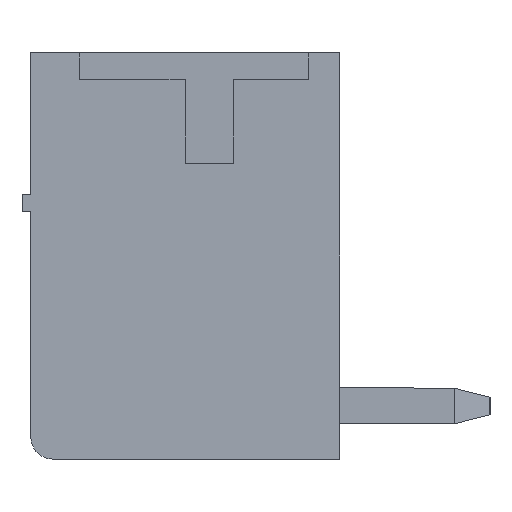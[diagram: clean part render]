
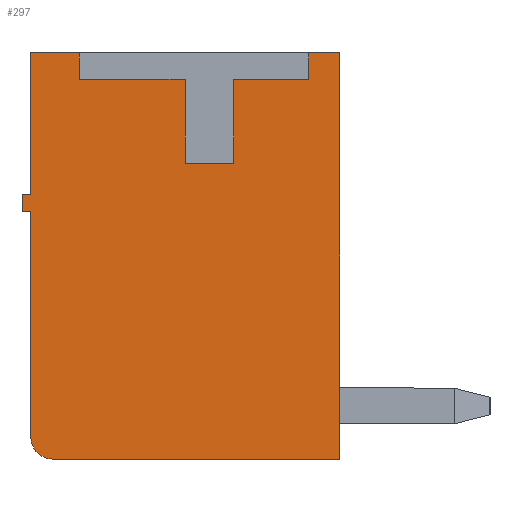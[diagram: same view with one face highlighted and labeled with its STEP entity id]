
A CAD part, left-side view. The second image highlights one B-rep face of the part: STEP entity #297.
In plain terms, the highlighted planar face has unit normal (-1, 0, 0).
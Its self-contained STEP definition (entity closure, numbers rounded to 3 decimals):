
#172 = EDGE_CURVE ( 'NONE', #21938, #5516, #16992, .T. ) ;
#297 = ADVANCED_FACE ( 'NONE', ( #22839 ), #15491, .T. ) ;
#507 = DIRECTION ( 'NONE',  ( 0., 1., 0. ) ) ;
#861 = DIRECTION ( 'NONE',  ( 0., 1., 0. ) ) ;
#1402 = ORIENTED_EDGE ( 'NONE', *, *, #18009, .T. ) ;
#1729 = VERTEX_POINT ( 'NONE', #15821 ) ;
#2006 = DIRECTION ( 'NONE',  ( 1., 0., 0. ) ) ;
#2066 = DIRECTION ( 'NONE',  ( 0., 1., 0. ) ) ;
#2198 = CARTESIAN_POINT ( 'NONE',  ( 0., 9.9, 2.1 ) ) ;
#2251 = VECTOR ( 'NONE', #4917, 1000. ) ;
#2281 = ORIENTED_EDGE ( 'NONE', *, *, #20776, .F. ) ;
#2290 = ORIENTED_EDGE ( 'NONE', *, *, #9033, .T. ) ;
#2455 = ORIENTED_EDGE ( 'NONE', *, *, #18327, .F. ) ;
#2513 = CARTESIAN_POINT ( 'NONE',  ( 0., 9.9, 2.5 ) ) ;
#2565 = CARTESIAN_POINT ( 'NONE',  ( 0., 3.405, 5.1 ) ) ;
#2828 = CIRCLE ( 'NONE', #5103, 0.5 ) ;
#3208 = DIRECTION ( 'NONE',  ( 0., 1., 0. ) ) ;
#3301 = ORIENTED_EDGE ( 'NONE', *, *, #20094, .T. ) ;
#3602 = CARTESIAN_POINT ( 'NONE',  ( 0., 9.9, 2.1 ) ) ;
#3788 = CARTESIAN_POINT ( 'NONE',  ( 0., 9.2, -3.5 ) ) ;
#3853 = VERTEX_POINT ( 'NONE', #6228 ) ;
#3885 = CARTESIAN_POINT ( 'NONE',  ( 0., 9.7, 2.5 ) ) ;
#3939 = VECTOR ( 'NONE', #7242, 1000. ) ;
#4045 = ORIENTED_EDGE ( 'NONE', *, *, #6906, .T. ) ;
#4052 = DIRECTION ( 'NONE',  ( 0., -1., 0. ) ) ;
#4423 = VECTOR ( 'NONE', #20866, 1000. ) ;
#4732 = ORIENTED_EDGE ( 'NONE', *, *, #172, .T. ) ;
#4748 = VERTEX_POINT ( 'NONE', #13803 ) ;
#4831 = VERTEX_POINT ( 'NONE', #7295 ) ;
#4917 = DIRECTION ( 'NONE',  ( 0., -1., 0. ) ) ;
#4934 = EDGE_CURVE ( 'NONE', #20423, #4831, #13301, .T. ) ;
#4997 = LINE ( 'NONE', #17052, #11912 ) ;
#5103 = AXIS2_PLACEMENT_3D ( 'NONE', #5708, #2006, #17666 ) ;
#5428 = EDGE_CURVE ( 'NONE', #4748, #12707, #6782, .T. ) ;
#5516 = VERTEX_POINT ( 'NONE', #10706 ) ;
#5548 = LINE ( 'NONE', #17965, #19763 ) ;
#5687 = EDGE_CURVE ( 'NONE', #6916, #1729, #11384, .T. ) ;
#5708 = CARTESIAN_POINT ( 'NONE',  ( 0., 9.2, -3. ) ) ;
#6093 = DIRECTION ( 'NONE',  ( 0., 0., 1. ) ) ;
#6120 = DIRECTION ( 'NONE',  ( 0., 0., -1. ) ) ;
#6228 = CARTESIAN_POINT ( 'NONE',  ( 0., 8.605, 5.7 ) ) ;
#6243 = DIRECTION ( 'NONE',  ( 0., 0., -1. ) ) ;
#6254 = VECTOR ( 'NONE', #6120, 1000. ) ;
#6297 = CARTESIAN_POINT ( 'NONE',  ( 0., 6.205, 5.1 ) ) ;
#6620 = ORIENTED_EDGE ( 'NONE', *, *, #7465, .T. ) ;
#6654 = ORIENTED_EDGE ( 'NONE', *, *, #21210, .T. ) ;
#6782 = LINE ( 'NONE', #13732, #4423 ) ;
#6906 = EDGE_CURVE ( 'NONE', #19562, #12707, #7086, .T. ) ;
#6916 = VERTEX_POINT ( 'NONE', #14275 ) ;
#6932 = VERTEX_POINT ( 'NONE', #3602 ) ;
#7086 = LINE ( 'NONE', #17657, #20053 ) ;
#7215 = LINE ( 'NONE', #10918, #17419 ) ;
#7242 = DIRECTION ( 'NONE',  ( 0., 0., -1. ) ) ;
#7295 = CARTESIAN_POINT ( 'NONE',  ( 0., 9.7, -3. ) ) ;
#7313 = CARTESIAN_POINT ( 'NONE',  ( 0., 5.105, 3.2 ) ) ;
#7452 = ORIENTED_EDGE ( 'NONE', *, *, #5428, .F. ) ;
#7465 = EDGE_CURVE ( 'NONE', #12008, #6932, #18442, .T. ) ;
#7717 = ORIENTED_EDGE ( 'NONE', *, *, #4934, .T. ) ;
#7863 = CARTESIAN_POINT ( 'NONE',  ( 0., 8.605, 5.7 ) ) ;
#8163 = CARTESIAN_POINT ( 'NONE',  ( 0., 6.205, 3.2 ) ) ;
#8321 = EDGE_CURVE ( 'NONE', #14520, #11318, #4997, .T. ) ;
#8694 = ORIENTED_EDGE ( 'NONE', *, *, #18115, .T. ) ;
#8739 = DIRECTION ( 'NONE',  ( 0., 0., -1. ) ) ;
#8794 = EDGE_CURVE ( 'NONE', #3853, #13786, #11572, .T. ) ;
#8979 = ORIENTED_EDGE ( 'NONE', *, *, #17433, .F. ) ;
#9033 = EDGE_CURVE ( 'NONE', #21250, #21938, #5548, .T. ) ;
#9098 = CARTESIAN_POINT ( 'NONE',  ( 0., 9.9, 2.5 ) ) ;
#9899 = CARTESIAN_POINT ( 'NONE',  ( 0., 2.7, -3.5 ) ) ;
#10011 = DIRECTION ( 'NONE',  ( -1., 0., 0. ) ) ;
#10019 = ORIENTED_EDGE ( 'NONE', *, *, #5687, .T. ) ;
#10077 = DIRECTION ( 'NONE',  ( 0., 0., -1. ) ) ;
#10113 = AXIS2_PLACEMENT_3D ( 'NONE', #14085, #10011, #8739 ) ;
#10706 = CARTESIAN_POINT ( 'NONE',  ( 0., 6.205, 5.1 ) ) ;
#10918 = CARTESIAN_POINT ( 'NONE',  ( 0., 9.7, 2.5 ) ) ;
#10919 = ORIENTED_EDGE ( 'NONE', *, *, #8321, .T. ) ;
#10992 = DIRECTION ( 'NONE',  ( 0., 0., -1. ) ) ;
#11011 = VECTOR ( 'NONE', #861, 1000. ) ;
#11171 = CARTESIAN_POINT ( 'NONE',  ( 0., 5.105, 5.1 ) ) ;
#11221 = CARTESIAN_POINT ( 'NONE',  ( 0., 9.7, 2.1 ) ) ;
#11318 = VERTEX_POINT ( 'NONE', #3885 ) ;
#11375 = LINE ( 'NONE', #20590, #20421 ) ;
#11384 = LINE ( 'NONE', #2565, #13271 ) ;
#11572 = LINE ( 'NONE', #7863, #22356 ) ;
#11827 = CARTESIAN_POINT ( 'NONE',  ( 0., 2.7, 5.7 ) ) ;
#11912 = VECTOR ( 'NONE', #10077, 1000. ) ;
#11958 = VECTOR ( 'NONE', #6093, 1000. ) ;
#12008 = VERTEX_POINT ( 'NONE', #9098 ) ;
#12487 = ORIENTED_EDGE ( 'NONE', *, *, #8794, .F. ) ;
#12707 = VERTEX_POINT ( 'NONE', #11827 ) ;
#12858 = LINE ( 'NONE', #2198, #14057 ) ;
#13178 = VERTEX_POINT ( 'NONE', #3788 ) ;
#13271 = VECTOR ( 'NONE', #507, 1000. ) ;
#13301 = LINE ( 'NONE', #11221, #6254 ) ;
#13732 = CARTESIAN_POINT ( 'NONE',  ( 0., 3.405, 5.7 ) ) ;
#13786 = VERTEX_POINT ( 'NONE', #22340 ) ;
#13803 = CARTESIAN_POINT ( 'NONE',  ( 0., 3.405, 5.7 ) ) ;
#14057 = VECTOR ( 'NONE', #4052, 1000. ) ;
#14085 = CARTESIAN_POINT ( 'NONE',  ( 0., 18.7, 8.829 ) ) ;
#14150 = ORIENTED_EDGE ( 'NONE', *, *, #20062, .T. ) ;
#14275 = CARTESIAN_POINT ( 'NONE',  ( 0., 3.405, 5.1 ) ) ;
#14290 = DIRECTION ( 'NONE',  ( 0., 1., 0. ) ) ;
#14317 = LINE ( 'NONE', #11171, #3939 ) ;
#14520 = VERTEX_POINT ( 'NONE', #21010 ) ;
#14842 = VECTOR ( 'NONE', #10992, 1000. ) ;
#14982 = LINE ( 'NONE', #15981, #18020 ) ;
#15100 = DIRECTION ( 'NONE',  ( 0., 0., -1. ) ) ;
#15472 = EDGE_LOOP ( 'NONE', ( #2455, #8979, #4045, #7452, #3301, #10019, #1402, #2290, #4732, #8694, #12487, #2281, #10919, #14150, #6620, #6654, #7717 ) ) ;
#15491 = PLANE ( 'NONE',  #10113 ) ;
#15821 = CARTESIAN_POINT ( 'NONE',  ( 0., 5.105, 5.1 ) ) ;
#15981 = CARTESIAN_POINT ( 'NONE',  ( 0., 2.7, -3.5 ) ) ;
#16857 = CARTESIAN_POINT ( 'NONE',  ( 0., 6.205, 3.2 ) ) ;
#16992 = LINE ( 'NONE', #8163, #11958 ) ;
#17052 = CARTESIAN_POINT ( 'NONE',  ( 0., 9.7, 5.7 ) ) ;
#17419 = VECTOR ( 'NONE', #14290, 1000. ) ;
#17430 = DIRECTION ( 'NONE',  ( 0., 0., 1. ) ) ;
#17433 = EDGE_CURVE ( 'NONE', #19562, #13178, #14982, .T. ) ;
#17657 = CARTESIAN_POINT ( 'NONE',  ( 0., 2.7, -3.5 ) ) ;
#17666 = DIRECTION ( 'NONE',  ( 0., 0., -1. ) ) ;
#17965 = CARTESIAN_POINT ( 'NONE',  ( 0., 5.105, 3.2 ) ) ;
#18009 = EDGE_CURVE ( 'NONE', #1729, #21250, #14317, .T. ) ;
#18020 = VECTOR ( 'NONE', #3208, 1000. ) ;
#18115 = EDGE_CURVE ( 'NONE', #5516, #13786, #20388, .T. ) ;
#18327 = EDGE_CURVE ( 'NONE', #13178, #4831, #2828, .T. ) ;
#18442 = LINE ( 'NONE', #2513, #14842 ) ;
#19562 = VERTEX_POINT ( 'NONE', #9899 ) ;
#19763 = VECTOR ( 'NONE', #2066, 1000. ) ;
#20053 = VECTOR ( 'NONE', #17430, 1000. ) ;
#20062 = EDGE_CURVE ( 'NONE', #11318, #12008, #7215, .T. ) ;
#20094 = EDGE_CURVE ( 'NONE', #4748, #6916, #11375, .T. ) ;
#20388 = LINE ( 'NONE', #6297, #11011 ) ;
#20421 = VECTOR ( 'NONE', #15100, 1000. ) ;
#20423 = VERTEX_POINT ( 'NONE', #20769 ) ;
#20590 = CARTESIAN_POINT ( 'NONE',  ( 0., 3.405, 5.7 ) ) ;
#20769 = CARTESIAN_POINT ( 'NONE',  ( 0., 9.7, 2.1 ) ) ;
#20776 = EDGE_CURVE ( 'NONE', #14520, #3853, #20860, .T. ) ;
#20860 = LINE ( 'NONE', #20974, #2251 ) ;
#20866 = DIRECTION ( 'NONE',  ( 0., -1., 0. ) ) ;
#20974 = CARTESIAN_POINT ( 'NONE',  ( 0., 9.7, 5.7 ) ) ;
#21010 = CARTESIAN_POINT ( 'NONE',  ( 0., 9.7, 5.7 ) ) ;
#21210 = EDGE_CURVE ( 'NONE', #6932, #20423, #12858, .T. ) ;
#21250 = VERTEX_POINT ( 'NONE', #7313 ) ;
#21938 = VERTEX_POINT ( 'NONE', #16857 ) ;
#22340 = CARTESIAN_POINT ( 'NONE',  ( 0., 8.605, 5.1 ) ) ;
#22356 = VECTOR ( 'NONE', #6243, 1000. ) ;
#22839 = FACE_OUTER_BOUND ( 'NONE', #15472, .T. ) ;
